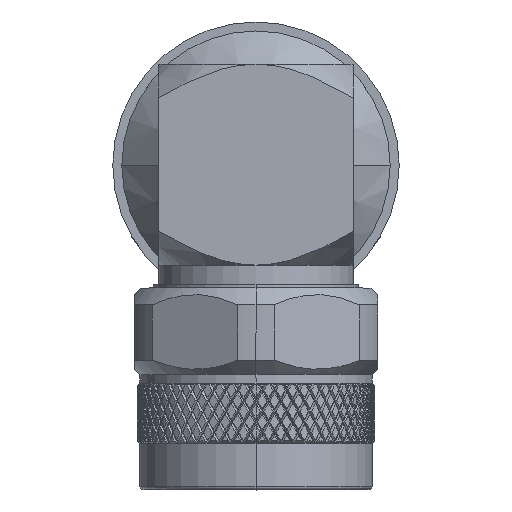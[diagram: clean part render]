
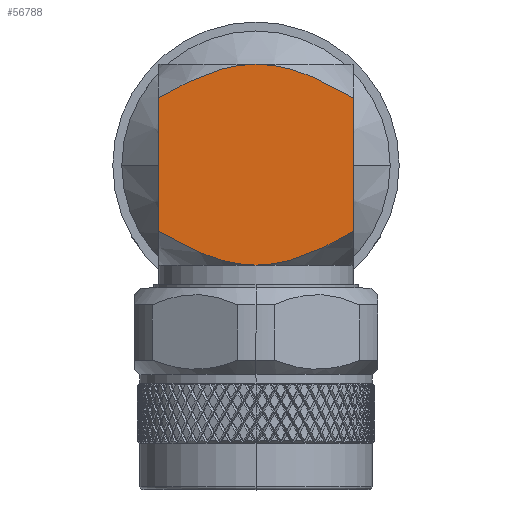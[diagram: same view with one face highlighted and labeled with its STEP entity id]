
A CAD part, top view. The second image highlights one B-rep face of the part: STEP entity #56788.
In plain terms, the highlighted face is planar.
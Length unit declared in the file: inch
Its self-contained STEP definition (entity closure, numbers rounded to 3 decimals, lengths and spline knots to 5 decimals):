
#65 = CARTESIAN_POINT ( 'NONE',  ( -0.325, -0.22169, -0.325 ) ) ;
#1009 = CARTESIAN_POINT ( 'NONE',  ( -0.325, 0.33383, -0.0289 ) ) ;
#3478 = FACE_OUTER_BOUND ( 'NONE', #123322, .T. ) ;
#4549 = DIRECTION ( 'NONE',  ( 0., -1., 0. ) ) ;
#5081 = VERTEX_POINT ( 'NONE', #64440 ) ;
#5711 = EDGE_CURVE ( 'NONE', #53547, #82521, #129296, .T. ) ;
#6419 = CARTESIAN_POINT ( 'NONE',  ( -0.325, 0.33064, 0.05771 ) ) ;
#10245 = CARTESIAN_POINT ( 'NONE',  ( -0.325, -0.3102, 0.14267 ) ) ;
#11384 = CARTESIAN_POINT ( 'NONE',  ( -0.325, -0.27712, -0.22291 ) ) ;
#11425 = CARTESIAN_POINT ( 'NONE',  ( -0.325, 0.22169, -0.325 ) ) ;
#11516 = CARTESIAN_POINT ( 'NONE',  ( -0.325, 0.2893, -0.19651 ) ) ;
#12638 = ORIENTED_EDGE ( 'NONE', *, *, #30827, .T. ) ;
#13116 = CARTESIAN_POINT ( 'NONE',  ( -0.325, 0.33062, -0.05785 ) ) ;
#18225 = CARTESIAN_POINT ( 'NONE',  ( -0.325, -0.33465, 0.325 ) ) ;
#21255 = DIRECTION ( 'NONE',  ( 0., -1., 0. ) ) ;
#22307 = CARTESIAN_POINT ( 'NONE',  ( -0.325, -0.32824, 0.07217 ) ) ;
#23445 = CARTESIAN_POINT ( 'NONE',  ( -0.325, -0.33383, -0.0289 ) ) ;
#24528 = AXIS2_PLACEMENT_3D ( 'NONE', #138831, #28413, #126761 ) ;
#26142 = ORIENTED_EDGE ( 'NONE', *, *, #5711, .T. ) ;
#27171 = VERTEX_POINT ( 'NONE', #78813 ) ;
#28413 = DIRECTION ( 'NONE',  ( 1., 0., 0. ) ) ;
#30372 = VECTOR ( 'NONE', #4549, 39.37008 ) ;
#30827 = EDGE_CURVE ( 'NONE', #27171, #5081, #33108, .T. ) ;
#31371 = CARTESIAN_POINT ( 'NONE',  ( -0.325, 0.33465, 0. ) ) ;
#33108 = B_SPLINE_CURVE_WITH_KNOTS ( 'NONE', 3,
 ( #82828, #131924, #46464, #158504, #22307, #120639, #10245, #59385, #48052, #108544, #157723, #96461 ),
 .UNSPECIFIED., .F., .F.,
 ( 4, 2, 2, 2, 2, 4 ),
 ( 0.01817, 0.01928, 0.02038, 0.02259, 0.02479, 0.027 ),
 .UNSPECIFIED. ) ;
#33757 = CARTESIAN_POINT ( 'NONE',  ( -0.325, 0.22169, 0.325 ) ) ;
#34556 = CARTESIAN_POINT ( 'NONE',  ( -0.325, 0.33465, 0. ) ) ;
#36456 = CARTESIAN_POINT ( 'NONE',  ( -0.325, 0.27712, -0.22291 ) ) ;
#37120 = CARTESIAN_POINT ( 'NONE',  ( -0.325, -0.25066, -0.27478 ) ) ;
#43445 = CARTESIAN_POINT ( 'NONE',  ( -0.325, 0.3102, 0.14267 ) ) ;
#46464 = CARTESIAN_POINT ( 'NONE',  ( -0.325, -0.33383, 0.02888 ) ) ;
#46759 = ORIENTED_EDGE ( 'NONE', *, *, #68342, .T. ) ;
#48052 = CARTESIAN_POINT ( 'NONE',  ( -0.325, -0.27713, 0.22287 ) ) ;
#49343 = CARTESIAN_POINT ( 'NONE',  ( -0.325, 0.3282, -0.07239 ) ) ;
#49539 = B_SPLINE_CURVE_WITH_KNOTS ( 'NONE', 3,
 ( #110624, #136379, #1009, #13116, #49343, #84896, #112215, #11516, #36456, #148464, #111422, #147692 ),
 .UNSPECIFIED., .F., .F.,
 ( 4, 2, 2, 2, 2, 4 ),
 ( 0.03047, 0.03157, 0.03267, 0.03486, 0.03706, 0.03926 ),
 .UNSPECIFIED. ) ;
#50796 = CARTESIAN_POINT ( 'NONE',  ( -0.325, -0.31022, -0.14261 ) ) ;
#52590 = PLANE ( 'NONE',  #24528 ) ;
#53547 = VERTEX_POINT ( 'NONE', #11425 ) ;
#54883 = CARTESIAN_POINT ( 'NONE',  ( -0.325, -0.22169, -0.325 ) ) ;
#56788 = ADVANCED_FACE ( 'NONE', ( #3478 ), #52590, .F. ) ;
#57133 = CARTESIAN_POINT ( 'NONE',  ( -0.325, 0.27713, 0.22287 ) ) ;
#57825 = ORIENTED_EDGE ( 'NONE', *, *, #153044, .F. ) ;
#59385 = CARTESIAN_POINT ( 'NONE',  ( -0.325, -0.28928, 0.19657 ) ) ;
#61330 = CARTESIAN_POINT ( 'NONE',  ( -0.325, -0.2893, -0.19651 ) ) ;
#62124 = CARTESIAN_POINT ( 'NONE',  ( -0.325, -0.3282, -0.07239 ) ) ;
#64440 = CARTESIAN_POINT ( 'NONE',  ( -0.325, -0.22169, 0.325 ) ) ;
#66348 = EDGE_CURVE ( 'NONE', #101817, #53547, #49539, .T. ) ;
#68342 = EDGE_CURVE ( 'NONE', #82521, #27171, #85538, .T. ) ;
#75835 = CARTESIAN_POINT ( 'NONE',  ( -0.325, -0.23647, -0.30008 ) ) ;
#78260 = CARTESIAN_POINT ( 'NONE',  ( -0.325, 0.22169, 0.325 ) ) ;
#78492 = ORIENTED_EDGE ( 'NONE', *, *, #66348, .T. ) ;
#78813 = CARTESIAN_POINT ( 'NONE',  ( -0.325, -0.33465, 0. ) ) ;
#82521 = VERTEX_POINT ( 'NONE', #54883 ) ;
#82588 = CARTESIAN_POINT ( 'NONE',  ( -0.325, -0.33465, -0.325 ) ) ;
#82828 = CARTESIAN_POINT ( 'NONE',  ( -0.325, -0.33465, 0. ) ) ;
#84459 = VERTEX_POINT ( 'NONE', #78260 ) ;
#84896 = CARTESIAN_POINT ( 'NONE',  ( -0.325, 0.31898, -0.11507 ) ) ;
#85538 = B_SPLINE_CURVE_WITH_KNOTS ( 'NONE', 3,
 ( #65, #75835, #37120, #11384, #61330, #50796, #87130, #62124, #158847, #23445, #136248, #110498 ),
 .UNSPECIFIED., .F., .F.,
 ( 4, 2, 2, 2, 2, 4 ),
 ( 0.00935, 0.01156, 0.01376, 0.01597, 0.01707, 0.01817 ),
 .UNSPECIFIED. ) ;
#87130 = CARTESIAN_POINT ( 'NONE',  ( -0.325, -0.31898, -0.11507 ) ) ;
#96461 = CARTESIAN_POINT ( 'NONE',  ( -0.325, -0.22169, 0.325 ) ) ;
#101817 = VERTEX_POINT ( 'NONE', #34556 ) ;
#103955 = CARTESIAN_POINT ( 'NONE',  ( -0.325, 0.23647, 0.30008 ) ) ;
#108544 = CARTESIAN_POINT ( 'NONE',  ( -0.325, -0.25072, 0.27466 ) ) ;
#110498 = CARTESIAN_POINT ( 'NONE',  ( -0.325, -0.33465, 0. ) ) ;
#110624 = CARTESIAN_POINT ( 'NONE',  ( -0.325, 0.33465, 0. ) ) ;
#111422 = CARTESIAN_POINT ( 'NONE',  ( -0.325, 0.23647, -0.30008 ) ) ;
#112215 = CARTESIAN_POINT ( 'NONE',  ( -0.325, 0.31022, -0.14261 ) ) ;
#113249 = B_SPLINE_CURVE_WITH_KNOTS ( 'NONE', 3,
 ( #33757, #103955, #116852, #57133, #132093, #43445, #128907, #129702, #6419, #142582, #153872, #31371 ),
 .UNSPECIFIED., .F., .F.,
 ( 4, 2, 2, 2, 2, 4 ),
 ( 0.02167, 0.02387, 0.02607, 0.02827, 0.02937, 0.03047 ),
 .UNSPECIFIED. ) ;
#116852 = CARTESIAN_POINT ( 'NONE',  ( -0.325, 0.25072, 0.27466 ) ) ;
#120639 = CARTESIAN_POINT ( 'NONE',  ( -0.325, -0.31899, 0.11507 ) ) ;
#123322 = EDGE_LOOP ( 'NONE', ( #26142, #46759, #12638, #57825, #145308, #78492 ) ) ;
#126761 = DIRECTION ( 'NONE',  ( 0., 0., -1. ) ) ;
#128907 = CARTESIAN_POINT ( 'NONE',  ( -0.325, 0.31899, 0.11507 ) ) ;
#129296 = LINE ( 'NONE', #82588, #149832 ) ;
#129702 = CARTESIAN_POINT ( 'NONE',  ( -0.325, 0.32824, 0.07217 ) ) ;
#131924 = CARTESIAN_POINT ( 'NONE',  ( -0.325, -0.33465, 0.01445 ) ) ;
#132093 = CARTESIAN_POINT ( 'NONE',  ( -0.325, 0.28928, 0.19657 ) ) ;
#136248 = CARTESIAN_POINT ( 'NONE',  ( -0.325, -0.33465, -0.01444 ) ) ;
#136379 = CARTESIAN_POINT ( 'NONE',  ( -0.325, 0.33465, -0.01444 ) ) ;
#138831 = CARTESIAN_POINT ( 'NONE',  ( -0.325, -0.33465, 0.325 ) ) ;
#142582 = CARTESIAN_POINT ( 'NONE',  ( -0.325, 0.33383, 0.02888 ) ) ;
#145308 = ORIENTED_EDGE ( 'NONE', *, *, #146353, .T. ) ;
#146353 = EDGE_CURVE ( 'NONE', #84459, #101817, #113249, .T. ) ;
#147692 = CARTESIAN_POINT ( 'NONE',  ( -0.325, 0.22169, -0.325 ) ) ;
#148464 = CARTESIAN_POINT ( 'NONE',  ( -0.325, 0.25066, -0.27478 ) ) ;
#149832 = VECTOR ( 'NONE', #21255, 39.37008 ) ;
#152775 = LINE ( 'NONE', #18225, #30372 ) ;
#153044 = EDGE_CURVE ( 'NONE', #84459, #5081, #152775, .T. ) ;
#153872 = CARTESIAN_POINT ( 'NONE',  ( -0.325, 0.33465, 0.01445 ) ) ;
#157723 = CARTESIAN_POINT ( 'NONE',  ( -0.325, -0.23647, 0.30008 ) ) ;
#158504 = CARTESIAN_POINT ( 'NONE',  ( -0.325, -0.33064, 0.05771 ) ) ;
#158847 = CARTESIAN_POINT ( 'NONE',  ( -0.325, -0.33062, -0.05785 ) ) ;
